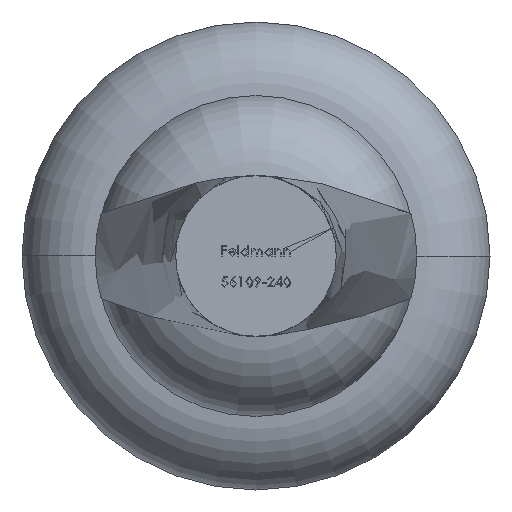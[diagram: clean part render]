
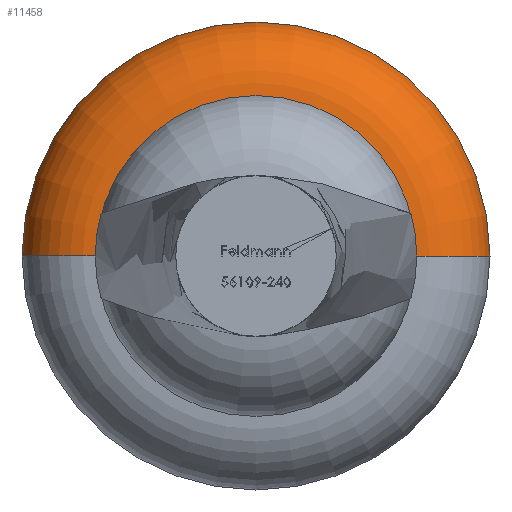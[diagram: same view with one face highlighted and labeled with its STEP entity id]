
A CAD part, front view. The second image highlights one B-rep face of the part: STEP entity #11458.
In plain terms, the highlighted toroidal (fillet/blend) face has major radius 12 mm and minor radius 5.5 mm.
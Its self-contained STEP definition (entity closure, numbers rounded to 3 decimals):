
#87 = CARTESIAN_POINT ( 'NONE',  ( 0., 302.5, 0. ) ) ;
#95 = DIRECTION ( 'NONE',  ( 1., 0., 0. ) ) ;
#1456 = DIRECTION ( 'NONE',  ( 1., 0., 0. ) ) ;
#1778 = CARTESIAN_POINT ( 'NONE',  ( 12., 308., 0. ) ) ;
#2239 = ORIENTED_EDGE ( 'NONE', *, *, #12367, .F. ) ;
#3184 = DIRECTION ( 'NONE',  ( -1., 0., 0. ) ) ;
#3238 = ORIENTED_EDGE ( 'NONE', *, *, #5237, .F. ) ;
#3345 = AXIS2_PLACEMENT_3D ( 'NONE', #4424, #14015, #5791 ) ;
#3443 = CARTESIAN_POINT ( 'NONE',  ( 12., 302.5, 0. ) ) ;
#4147 = FACE_OUTER_BOUND ( 'NONE', #4928, .T. ) ;
#4424 = CARTESIAN_POINT ( 'NONE',  ( 0., 313.5, 0. ) ) ;
#4748 = DIRECTION ( 'NONE',  ( 0., 0., 1. ) ) ;
#4928 = EDGE_LOOP ( 'NONE', ( #11947, #6916, #2239, #3238 ) ) ;
#5237 = EDGE_CURVE ( 'NONE', #15828, #9242, #17101, .T. ) ;
#5666 = EDGE_CURVE ( 'NONE', #14707, #7802, #7614, .T. ) ;
#5791 = DIRECTION ( 'NONE',  ( 1., 0., 0. ) ) ;
#6457 = AXIS2_PLACEMENT_3D ( 'NONE', #1778, #11422, #3184 ) ;
#6488 = AXIS2_PLACEMENT_3D ( 'NONE', #87, #9721, #1456 ) ;
#6916 = ORIENTED_EDGE ( 'NONE', *, *, #5666, .T. ) ;
#7614 = CIRCLE ( 'NONE', #17556, 5.5 ) ;
#7802 = VERTEX_POINT ( 'NONE', #11590 ) ;
#7937 = CIRCLE ( 'NONE', #6488, 12. ) ;
#9242 = VERTEX_POINT ( 'NONE', #3443 ) ;
#9721 = DIRECTION ( 'NONE',  ( 0., -1., 0. ) ) ;
#11031 = TOROIDAL_SURFACE ( 'NONE', #12690, 12., 5.5 ) ;
#11422 = DIRECTION ( 'NONE',  ( 0., 0., -1. ) ) ;
#11458 = ADVANCED_FACE ( 'NONE', ( #4147 ), #11031, .T. ) ;
#11590 = CARTESIAN_POINT ( 'NONE',  ( -12., 302.5, 0. ) ) ;
#11947 = ORIENTED_EDGE ( 'NONE', *, *, #15949, .T. ) ;
#12367 = EDGE_CURVE ( 'NONE', #9242, #7802, #7937, .T. ) ;
#12690 = AXIS2_PLACEMENT_3D ( 'NONE', #16567, #13737, #95 ) ;
#12984 = CARTESIAN_POINT ( 'NONE',  ( -12., 308., 0. ) ) ;
#13737 = DIRECTION ( 'NONE',  ( 0., -1., 0. ) ) ;
#14015 = DIRECTION ( 'NONE',  ( 0., -1., 0. ) ) ;
#14354 = DIRECTION ( 'NONE',  ( 1., 0., 0. ) ) ;
#14707 = VERTEX_POINT ( 'NONE', #16396 ) ;
#15546 = CARTESIAN_POINT ( 'NONE',  ( 12., 313.5, 0. ) ) ;
#15641 = CIRCLE ( 'NONE', #3345, 12. ) ;
#15828 = VERTEX_POINT ( 'NONE', #15546 ) ;
#15949 = EDGE_CURVE ( 'NONE', #15828, #14707, #15641, .T. ) ;
#16396 = CARTESIAN_POINT ( 'NONE',  ( -12., 313.5, 0. ) ) ;
#16567 = CARTESIAN_POINT ( 'NONE',  ( 0., 308., 0. ) ) ;
#17101 = CIRCLE ( 'NONE', #6457, 5.5 ) ;
#17556 = AXIS2_PLACEMENT_3D ( 'NONE', #12984, #4748, #14354 ) ;
